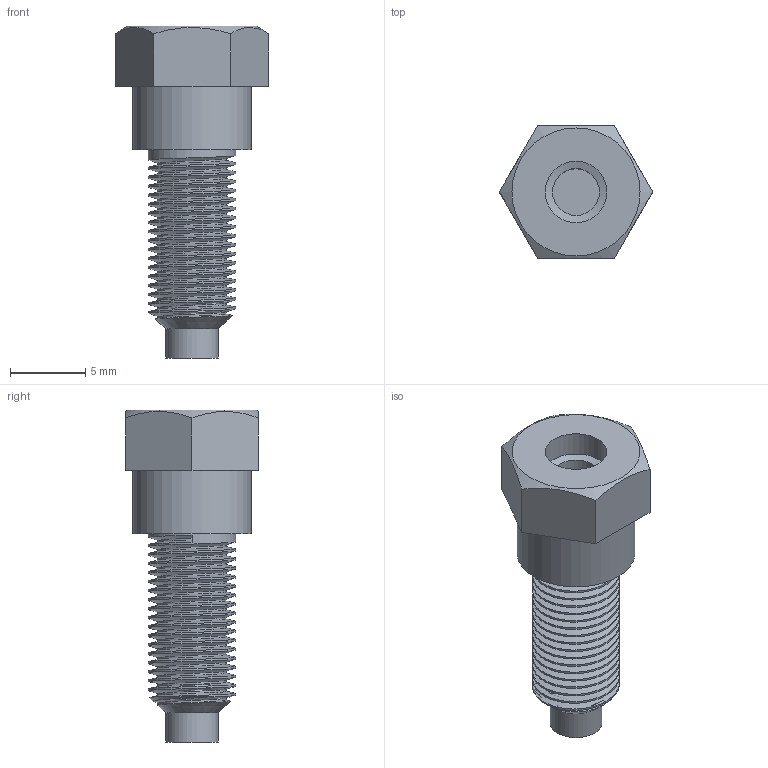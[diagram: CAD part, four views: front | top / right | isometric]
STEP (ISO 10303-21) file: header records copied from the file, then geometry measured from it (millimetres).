
FILE_DESCRIPTION(/* description */ ('Unknown'),/* implementation_level */ '2;1');
FILE_NAME(/* name */ 'CT2228-0',/* time_stamp */ '2024-04-10T12:58:59+02:00',/* author */ ('Unknown'),/* organization */ ('Unknown'),/* preprocessor_version */ 'ST-DEVELOPER v18.102',/* originating_system */ 'Solid Edge',/* authorisation */ 'Unknown');
FILE_SCHEMA (('AUTOMOTIVE_DESIGN {1 0 10303 214 3 1 1}'));
Length unit declared in the file: millimetre
Products named in the file (1): CT2228-0
Bounding box: 10.2 x 8.83 x 22.1 mm (x, y, z)
Volume: 628 mm3; surface area: 983.1 mm2
Topology: 1 solids, 1 shells, 43 faces, 108 edges, 71 vertices
Faces by surface type: cylinder 24, plane 13, cone 4, bspline 2
Full cylindrical faces by diameter (mm): 1.973 x1, 3.111 x1, 3.462 x1, 4.1 x1, 5.805 x17, 7.862 x1
Entity records: 4517 total; most frequent: CARTESIAN_POINT 3848, DIRECTION 92, ORIENTED_EDGE 84, EDGE_CURVE 42, EDGE_LOOP 38, FACE_BOUND 38, AXIS2_PLACEMENT_3D 38, VERTEX_POINT 32
